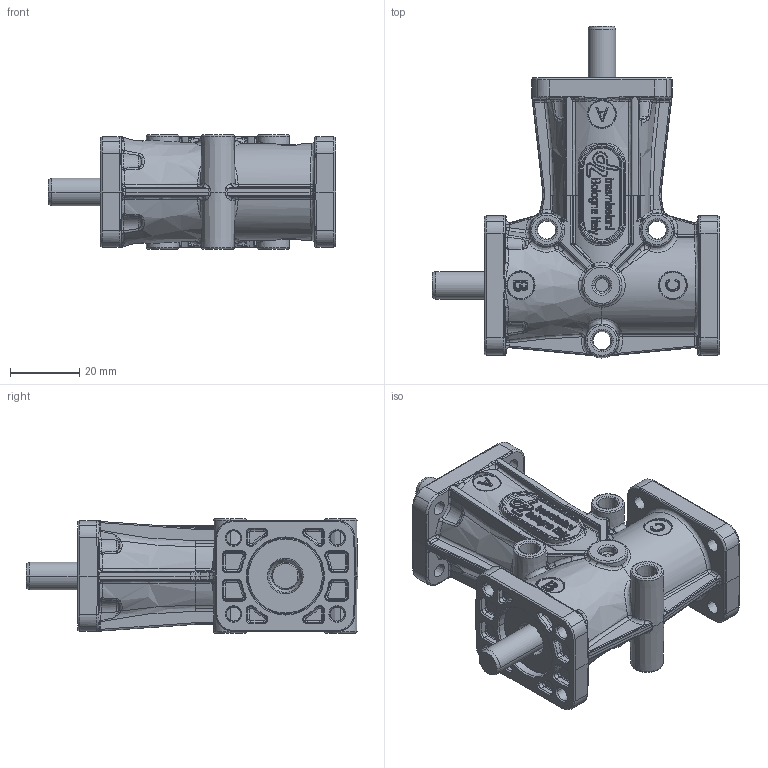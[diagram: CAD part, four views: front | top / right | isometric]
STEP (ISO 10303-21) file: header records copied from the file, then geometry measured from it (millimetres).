
FILE_DESCRIPTION(('STEP AP214'),'1');
FILE_NAME('dz_12s_-_3fab_-.stp','2017-07-06T16:28:50',('TraceParts'),('TraceParts S.A.'),'Spatial InterOp 3D',' ',' ');
FILE_SCHEMA(('automotive_design'));
Length unit declared in the file: millimetre
Products named in the file (1): dz_12s_-_3fab_-
Bounding box: 83 x 96 x 33 mm (x, y, z)
Volume: 90548.4 mm3; surface area: 24452.9 mm2
Topology: 1 solids, 1 shells, 3131 faces, 7514 edges, 4370 vertices
Faces by surface type: bspline 1250, cylinder 978, plane 478, cone 308, torus 80, sphere 37
Entity records: 200833 total; most frequent: CARTESIAN_POINT 109096, ORIENTED_EDGE 14822, DIRECTION 12579, EDGE_CURVE 7411, AXIS2_PLACEMENT_3D 4986, VERTEX_POINT 4370, EDGE_LOOP 3249, STYLED_ITEM 3132
